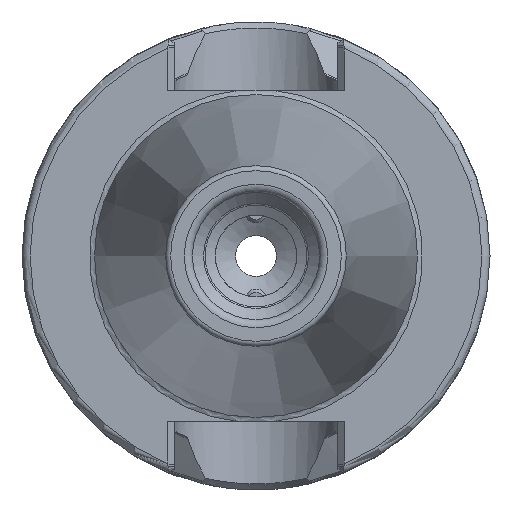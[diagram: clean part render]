
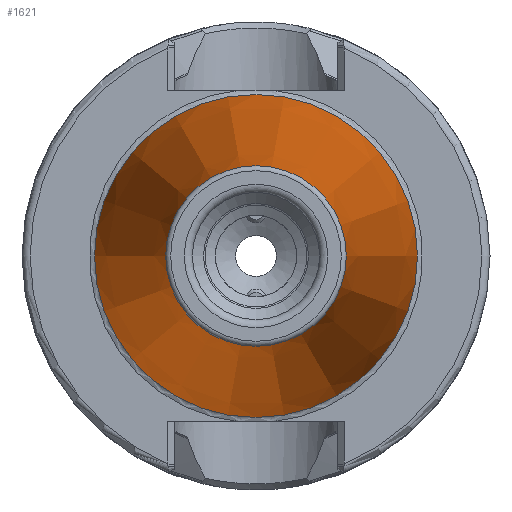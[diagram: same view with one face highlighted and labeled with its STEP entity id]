
A CAD part, left-side view. The second image highlights one B-rep face of the part: STEP entity #1621.
In plain terms, the highlighted conical face has half-angle 8.297 degrees and reference radius 12.377 mm.
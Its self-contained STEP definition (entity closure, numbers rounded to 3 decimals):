
#192=FACE_OUTER_BOUND('',#288,.T.);
#288=EDGE_LOOP('',(#1423,#1424,#1425,#1426,#1427));
#384=LINE('',#3656,#476);
#476=VECTOR('',#2215,12.377);
#561=CIRCLE('',#1838,8.879);
#562=CIRCLE('',#1839,8.879);
#565=CIRCLE('',#1843,15.875);
#765=VERTEX_POINT('',#3646);
#766=VERTEX_POINT('',#3647);
#768=VERTEX_POINT('',#3654);
#991=EDGE_CURVE('',#765,#766,#561,.T.);
#992=EDGE_CURVE('',#766,#765,#562,.T.);
#995=EDGE_CURVE('',#768,#768,#565,.T.);
#996=EDGE_CURVE('',#768,#765,#384,.T.);
#1423=ORIENTED_EDGE('',*,*,#995,.F.);
#1424=ORIENTED_EDGE('',*,*,#996,.T.);
#1425=ORIENTED_EDGE('',*,*,#991,.T.);
#1426=ORIENTED_EDGE('',*,*,#992,.T.);
#1427=ORIENTED_EDGE('',*,*,#996,.F.);
#1547=CONICAL_SURFACE('',#1842,12.377,0.145);
#1621=ADVANCED_FACE('',(#192),#1547,.T.);
#1838=AXIS2_PLACEMENT_3D('',#3648,#2203,#2204);
#1839=AXIS2_PLACEMENT_3D('',#3649,#2205,#2206);
#1842=AXIS2_PLACEMENT_3D('',#3653,#2211,#2212);
#1843=AXIS2_PLACEMENT_3D('',#3655,#2213,#2214);
#2203=DIRECTION('center_axis',(1.,0.,0.));
#2204=DIRECTION('ref_axis',(0.,0.,-1.));
#2205=DIRECTION('center_axis',(1.,0.,0.));
#2206=DIRECTION('ref_axis',(0.,0.,-1.));
#2211=DIRECTION('center_axis',(1.,0.,0.));
#2212=DIRECTION('ref_axis',(0.,1.,0.));
#2213=DIRECTION('center_axis',(1.,0.,0.));
#2214=DIRECTION('ref_axis',(0.,0.,-1.));
#2215=DIRECTION('',(-0.99,0.144,0.));
#3646=CARTESIAN_POINT('',(-47.972,-8.879,0.));
#3647=CARTESIAN_POINT('',(-47.972,0.,8.879));
#3648=CARTESIAN_POINT('Origin',(-47.972,0.,
0.));
#3649=CARTESIAN_POINT('Origin',(-47.972,0.,
0.));
#3653=CARTESIAN_POINT('Origin',(-23.986,0.,
0.));
#3654=CARTESIAN_POINT('',(0.,-15.875,0.));
#3655=CARTESIAN_POINT('Origin',(0.,0.,
0.));
#3656=CARTESIAN_POINT('',(-23.986,-12.377,0.));
